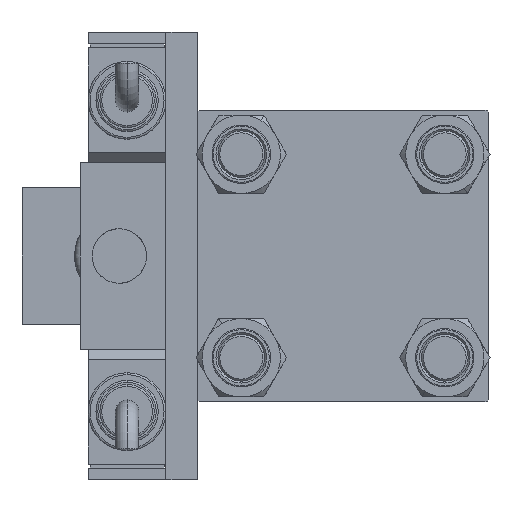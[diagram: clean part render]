
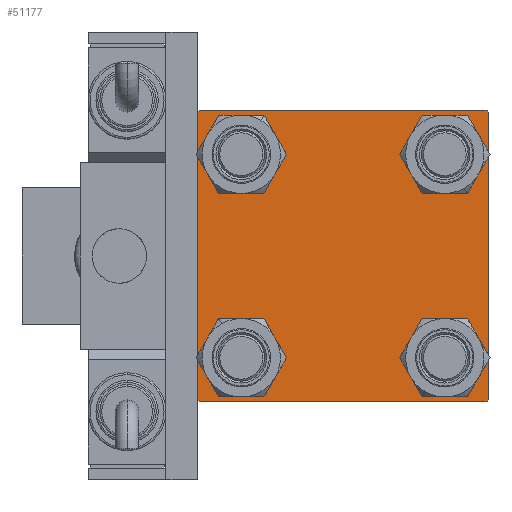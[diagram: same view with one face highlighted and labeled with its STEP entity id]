
A CAD part, left-side view. The second image highlights one B-rep face of the part: STEP entity #51177.
In plain terms, the highlighted planar face has unit normal (-1, 0, 0).
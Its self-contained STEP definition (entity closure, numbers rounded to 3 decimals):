
#16 = EDGE_CURVE ( 'NONE', #17213, #20923, #30189, .T. ) ;
#2521 = DIRECTION ( 'NONE',  ( 0., 0., 1. ) ) ;
#2748 = DIRECTION ( 'NONE',  ( 0., -0.707, -0.707 ) ) ;
#2993 = DIRECTION ( 'NONE',  ( 0., 0., -1. ) ) ;
#3098 = CARTESIAN_POINT ( 'NONE',  ( 0., -37.25, -37.25 ) ) ;
#4245 = DIRECTION ( 'NONE',  ( 0., 0.707, -0.707 ) ) ;
#4906 = EDGE_CURVE ( 'NONE', #27133, #34753, #42109, .T. ) ;
#4971 = ORIENTED_EDGE ( 'NONE', *, *, #45405, .F. ) ;
#4986 = DIRECTION ( 'NONE',  ( 1., 0., 0. ) ) ;
#5254 = DIRECTION ( 'NONE',  ( 0., 0., 1. ) ) ;
#5794 = AXIS2_PLACEMENT_3D ( 'NONE', #7805, #33813, #11477 ) ;
#6033 = DIRECTION ( 'NONE',  ( 1., 0., 0. ) ) ;
#7173 = CARTESIAN_POINT ( 'NONE',  ( 0., 26.15, 19.65 ) ) ;
#7805 = CARTESIAN_POINT ( 'NONE',  ( 0., 26.15, -26.15 ) ) ;
#7899 = EDGE_CURVE ( 'NONE', #27629, #52091, #49339, .T. ) ;
#8479 = LINE ( 'NONE', #25735, #18267 ) ;
#8734 = AXIS2_PLACEMENT_3D ( 'NONE', #50498, #15715, #49924 ) ;
#9005 = EDGE_CURVE ( 'NONE', #51412, #27035, #32712, .T. ) ;
#9108 = DIRECTION ( 'NONE',  ( 0., 0.707, 0.707 ) ) ;
#10940 = CIRCLE ( 'NONE', #19052, 6.5 ) ;
#11477 = DIRECTION ( 'NONE',  ( 0., 0., 1. ) ) ;
#11850 = DIRECTION ( 'NONE',  ( 1., 0., 0. ) ) ;
#12025 = CARTESIAN_POINT ( 'NONE',  ( 0., 26.15, -32.65 ) ) ;
#12645 = EDGE_CURVE ( 'NONE', #33132, #29570, #45692, .T. ) ;
#12810 = EDGE_LOOP ( 'NONE', ( #41188, #34080 ) ) ;
#13244 = VERTEX_POINT ( 'NONE', #42160 ) ;
#13760 = CARTESIAN_POINT ( 'NONE',  ( 0., 37.5, 37. ) ) ;
#15255 = CARTESIAN_POINT ( 'NONE',  ( 0., 26.15, 26.15 ) ) ;
#15386 = ORIENTED_EDGE ( 'NONE', *, *, #24759, .T. ) ;
#15441 = FACE_BOUND ( 'NONE', #36354, .T. ) ;
#15715 = DIRECTION ( 'NONE',  ( -1., 0., 0. ) ) ;
#15987 = CARTESIAN_POINT ( 'NONE',  ( 0., 37., 37.5 ) ) ;
#16574 = DIRECTION ( 'NONE',  ( 0., -1., 0. ) ) ;
#17213 = VERTEX_POINT ( 'NONE', #22316 ) ;
#17647 = DIRECTION ( 'NONE',  ( 0., 0., 1. ) ) ;
#17658 = CARTESIAN_POINT ( 'NONE',  ( 0., 26.15, 26.15 ) ) ;
#18014 = CARTESIAN_POINT ( 'NONE',  ( 0., 37., -37.5 ) ) ;
#18073 = CARTESIAN_POINT ( 'NONE',  ( 0., 37.5, 37.5 ) ) ;
#18171 = EDGE_CURVE ( 'NONE', #13244, #29570, #22667, .T. ) ;
#18267 = VECTOR ( 'NONE', #4245, 1000. ) ;
#19052 = AXIS2_PLACEMENT_3D ( 'NONE', #17658, #26418, #51022 ) ;
#19319 = DIRECTION ( 'NONE',  ( 0., 0., 1. ) ) ;
#19414 = ORIENTED_EDGE ( 'NONE', *, *, #37189, .T. ) ;
#19608 = DIRECTION ( 'NONE',  ( 0., 0., 1. ) ) ;
#19788 = CARTESIAN_POINT ( 'NONE',  ( 0., -26.15, 32.65 ) ) ;
#20335 = DIRECTION ( 'NONE',  ( 0., -0.707, 0.707 ) ) ;
#20428 = CIRCLE ( 'NONE', #27668, 6.5 ) ;
#20923 = VERTEX_POINT ( 'NONE', #12025 ) ;
#21132 = CIRCLE ( 'NONE', #52721, 6.5 ) ;
#21245 = AXIS2_PLACEMENT_3D ( 'NONE', #45344, #52997, #19608 ) ;
#22316 = CARTESIAN_POINT ( 'NONE',  ( 0., 26.15, -19.65 ) ) ;
#22667 = LINE ( 'NONE', #52916, #52223 ) ;
#23194 = VECTOR ( 'NONE', #2748, 1000. ) ;
#23431 = ORIENTED_EDGE ( 'NONE', *, *, #7899, .T. ) ;
#24149 = ORIENTED_EDGE ( 'NONE', *, *, #27762, .T. ) ;
#24759 = EDGE_CURVE ( 'NONE', #46639, #49096, #10940, .T. ) ;
#24973 = AXIS2_PLACEMENT_3D ( 'NONE', #50285, #53982, #2521 ) ;
#25289 = ORIENTED_EDGE ( 'NONE', *, *, #48169, .T. ) ;
#25735 = CARTESIAN_POINT ( 'NONE',  ( 0., 37.25, 37.25 ) ) ;
#26418 = DIRECTION ( 'NONE',  ( 1., 0., 0. ) ) ;
#26604 = EDGE_CURVE ( 'NONE', #33132, #31969, #8479, .T. ) ;
#27035 = VERTEX_POINT ( 'NONE', #18014 ) ;
#27133 = VERTEX_POINT ( 'NONE', #29247 ) ;
#27537 = CARTESIAN_POINT ( 'NONE',  ( 0., -26.15, 26.15 ) ) ;
#27629 = VERTEX_POINT ( 'NONE', #41922 ) ;
#27668 = AXIS2_PLACEMENT_3D ( 'NONE', #45779, #11850, #46346 ) ;
#27733 = VERTEX_POINT ( 'NONE', #44646 ) ;
#27762 = EDGE_CURVE ( 'NONE', #27035, #27133, #40125, .T. ) ;
#29221 = ORIENTED_EDGE ( 'NONE', *, *, #52979, .T. ) ;
#29247 = CARTESIAN_POINT ( 'NONE',  ( 0., -37., -37.5 ) ) ;
#29303 = FACE_BOUND ( 'NONE', #34591, .T. ) ;
#29570 = VERTEX_POINT ( 'NONE', #44287 ) ;
#30189 = CIRCLE ( 'NONE', #5794, 6.5 ) ;
#31156 = VECTOR ( 'NONE', #20335, 1000. ) ;
#31291 = CIRCLE ( 'NONE', #36730, 6.5 ) ;
#31969 = VERTEX_POINT ( 'NONE', #13760 ) ;
#32193 = EDGE_LOOP ( 'NONE', ( #29221, #43923, #24149, #44328, #4971, #37679, #32865, #47506 ) ) ;
#32517 = DIRECTION ( 'NONE',  ( 1., 0., 0. ) ) ;
#32712 = LINE ( 'NONE', #53930, #23194 ) ;
#32865 = ORIENTED_EDGE ( 'NONE', *, *, #12645, .F. ) ;
#33132 = VERTEX_POINT ( 'NONE', #15987 ) ;
#33813 = DIRECTION ( 'NONE',  ( 1., 0., 0. ) ) ;
#33873 = CIRCLE ( 'NONE', #35676, 6.5 ) ;
#33886 = VERTEX_POINT ( 'NONE', #19788 ) ;
#34080 = ORIENTED_EDGE ( 'NONE', *, *, #49705, .T. ) ;
#34085 = LINE ( 'NONE', #41723, #52763 ) ;
#34591 = EDGE_LOOP ( 'NONE', ( #19414, #55060 ) ) ;
#34753 = VERTEX_POINT ( 'NONE', #40734 ) ;
#35676 = AXIS2_PLACEMENT_3D ( 'NONE', #27537, #6033, #19319 ) ;
#36354 = EDGE_LOOP ( 'NONE', ( #47414, #15386 ) ) ;
#36730 = AXIS2_PLACEMENT_3D ( 'NONE', #15255, #32517, #17647 ) ;
#37107 = VECTOR ( 'NONE', #49428, 1000. ) ;
#37189 = EDGE_CURVE ( 'NONE', #33886, #27733, #33873, .T. ) ;
#37679 = ORIENTED_EDGE ( 'NONE', *, *, #18171, .T. ) ;
#37881 = CARTESIAN_POINT ( 'NONE',  ( 0., -26.15, -32.65 ) ) ;
#38063 = CARTESIAN_POINT ( 'NONE',  ( 0., 37.5, 37.5 ) ) ;
#40125 = LINE ( 'NONE', #53411, #37107 ) ;
#40734 = CARTESIAN_POINT ( 'NONE',  ( 0., -37.5, -37. ) ) ;
#40835 = CARTESIAN_POINT ( 'NONE',  ( 0., 37.5, -37. ) ) ;
#41188 = ORIENTED_EDGE ( 'NONE', *, *, #16, .T. ) ;
#41481 = EDGE_CURVE ( 'NONE', #27733, #33886, #21132, .T. ) ;
#41723 = CARTESIAN_POINT ( 'NONE',  ( 0., -37.5, 37.5 ) ) ;
#41922 = CARTESIAN_POINT ( 'NONE',  ( 0., -26.15, -19.65 ) ) ;
#42015 = PLANE ( 'NONE',  #8734 ) ;
#42109 = LINE ( 'NONE', #3098, #31156 ) ;
#42160 = CARTESIAN_POINT ( 'NONE',  ( 0., -37.5, 37. ) ) ;
#43717 = CARTESIAN_POINT ( 'NONE',  ( 0., -26.15, 26.15 ) ) ;
#43923 = ORIENTED_EDGE ( 'NONE', *, *, #9005, .T. ) ;
#44287 = CARTESIAN_POINT ( 'NONE',  ( 0., -37., 37.5 ) ) ;
#44328 = ORIENTED_EDGE ( 'NONE', *, *, #4906, .T. ) ;
#44625 = DIRECTION ( 'NONE',  ( 0., 0., -1. ) ) ;
#44646 = CARTESIAN_POINT ( 'NONE',  ( 0., -26.15, 19.65 ) ) ;
#45344 = CARTESIAN_POINT ( 'NONE',  ( 0., -26.15, -26.15 ) ) ;
#45405 = EDGE_CURVE ( 'NONE', #13244, #34753, #34085, .T. ) ;
#45692 = LINE ( 'NONE', #38063, #47749 ) ;
#45779 = CARTESIAN_POINT ( 'NONE',  ( 0., 26.15, -26.15 ) ) ;
#46027 = EDGE_LOOP ( 'NONE', ( #23431, #25289 ) ) ;
#46346 = DIRECTION ( 'NONE',  ( 0., 0., 1. ) ) ;
#46554 = CIRCLE ( 'NONE', #21245, 6.5 ) ;
#46639 = VERTEX_POINT ( 'NONE', #7173 ) ;
#47414 = ORIENTED_EDGE ( 'NONE', *, *, #50385, .T. ) ;
#47506 = ORIENTED_EDGE ( 'NONE', *, *, #26604, .T. ) ;
#47749 = VECTOR ( 'NONE', #16574, 1000. ) ;
#48138 = CARTESIAN_POINT ( 'NONE',  ( 0., 26.15, 32.65 ) ) ;
#48169 = EDGE_CURVE ( 'NONE', #52091, #27629, #46554, .T. ) ;
#49096 = VERTEX_POINT ( 'NONE', #48138 ) ;
#49339 = CIRCLE ( 'NONE', #24973, 6.5 ) ;
#49428 = DIRECTION ( 'NONE',  ( 0., -1., 0. ) ) ;
#49705 = EDGE_CURVE ( 'NONE', #20923, #17213, #20428, .T. ) ;
#49924 = DIRECTION ( 'NONE',  ( 0., 0., 1. ) ) ;
#50209 = FACE_OUTER_BOUND ( 'NONE', #32193, .T. ) ;
#50285 = CARTESIAN_POINT ( 'NONE',  ( 0., -26.15, -26.15 ) ) ;
#50322 = VECTOR ( 'NONE', #44625, 1000. ) ;
#50385 = EDGE_CURVE ( 'NONE', #49096, #46639, #31291, .T. ) ;
#50498 = CARTESIAN_POINT ( 'NONE',  ( 0., 0., 0. ) ) ;
#50781 = FACE_BOUND ( 'NONE', #46027, .T. ) ;
#51022 = DIRECTION ( 'NONE',  ( 0., 0., 1. ) ) ;
#51177 = ADVANCED_FACE ( 'NONE', ( #29303, #50781, #54189, #15441, #50209 ), #42015, .T. ) ;
#51412 = VERTEX_POINT ( 'NONE', #40835 ) ;
#52091 = VERTEX_POINT ( 'NONE', #37881 ) ;
#52223 = VECTOR ( 'NONE', #9108, 1000. ) ;
#52561 = LINE ( 'NONE', #18073, #50322 ) ;
#52721 = AXIS2_PLACEMENT_3D ( 'NONE', #43717, #4986, #5254 ) ;
#52763 = VECTOR ( 'NONE', #2993, 1000. ) ;
#52916 = CARTESIAN_POINT ( 'NONE',  ( 0., -37.25, 37.25 ) ) ;
#52979 = EDGE_CURVE ( 'NONE', #31969, #51412, #52561, .T. ) ;
#52997 = DIRECTION ( 'NONE',  ( 1., 0., 0. ) ) ;
#53411 = CARTESIAN_POINT ( 'NONE',  ( 0., 37.5, -37.5 ) ) ;
#53930 = CARTESIAN_POINT ( 'NONE',  ( 0., 37.25, -37.25 ) ) ;
#53982 = DIRECTION ( 'NONE',  ( 1., 0., 0. ) ) ;
#54189 = FACE_BOUND ( 'NONE', #12810, .T. ) ;
#55060 = ORIENTED_EDGE ( 'NONE', *, *, #41481, .T. ) ;
